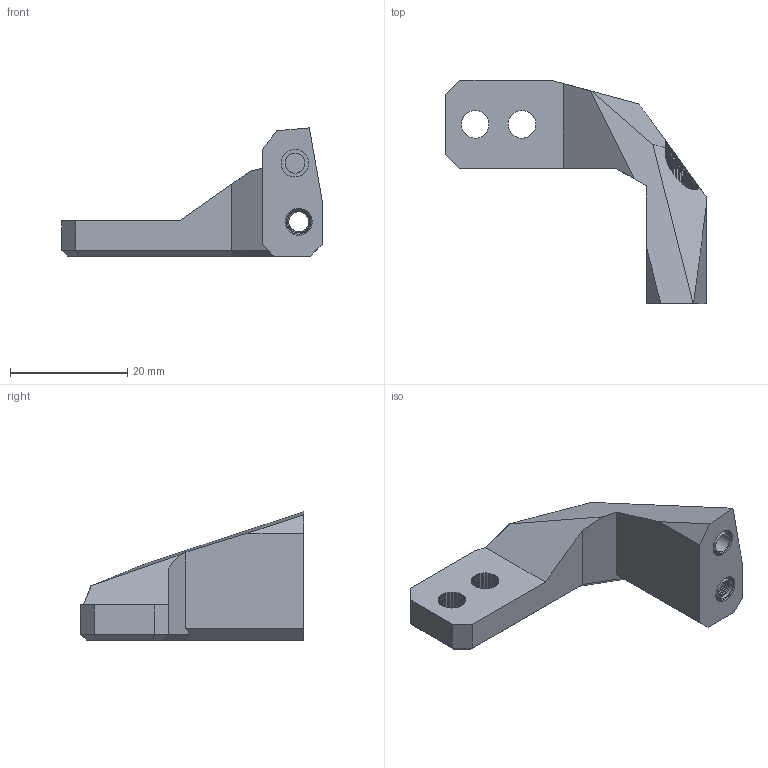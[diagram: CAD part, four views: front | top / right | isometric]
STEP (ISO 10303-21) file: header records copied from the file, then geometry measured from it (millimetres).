
FILE_DESCRIPTION(/* description */ (''),/* implementation_level */ '2;1');
FILE_NAME(/* name */ 'Chain_Anchor_2hole.stp',/* time_stamp */ '2022-07-14T15:33:56+02:00',/* author */ ('Rama'),/* organization */ (''),/* preprocessor_version */ 'ST-DEVELOPER v18.1',/* originating_system */ 'Autodesk Inventor 2022',/* authorisation */ '');
FILE_SCHEMA (('AUTOMOTIVE_DESIGN { 1 0 10303 214 3 1 1 }'));
Length unit declared in the file: millimetre
Products named in the file (1): Chain_Anchor_2hole
Bounding box: 44.37 x 38.05 x 21.86 mm (x, y, z)
Volume: 6750.1 mm3; surface area: 3611.3 mm2
Topology: 1 solids, 3 shells, 784 faces, 1741 edges, 961 vertices
Faces by surface type: plane 782, cylinder 2
Full cylindrical faces by diameter (mm): 3.4 x2
Entity records: 20465 total; most frequent: CARTESIAN_POINT 3487, ORIENTED_EDGE 3478, DIRECTION 3315, EDGE_CURVE 1741, LINE 1737, VECTOR 1737, VERTEX_POINT 961, EDGE_LOOP 792
